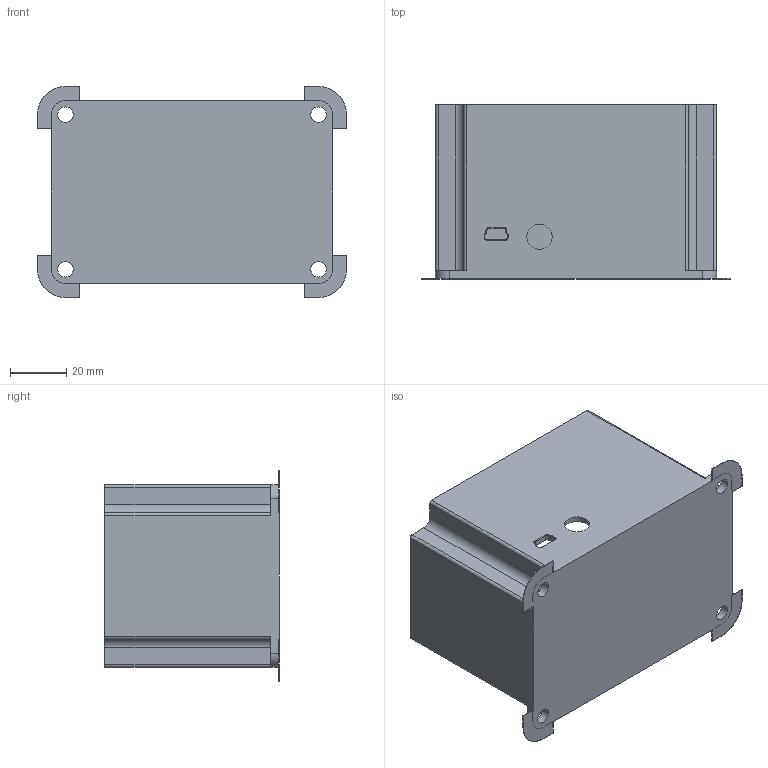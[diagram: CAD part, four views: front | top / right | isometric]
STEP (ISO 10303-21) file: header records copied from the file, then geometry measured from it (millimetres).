
FILE_DESCRIPTION(/* description */ (''),/* implementation_level */ '2;1');
FILE_NAME(/* name */ 'BRAÇO ROBÓTICO - Base A1_ipt_1efede4f.STEP',/* time_stamp */ '2023-09-21T12:22:18-03:00',/* author */ ('Araújo, I.'),/* organization */ (''),/* preprocessor_version */ 'ST-DEVELOPER v18.1',/* originating_system */ 'Autodesk Inventor 2021',/* authorisation */ '');
FILE_SCHEMA (('AUTOMOTIVE_DESIGN { 1 0 10303 214 3 1 1 }'));
Length unit declared in the file: millimetre
Products named in the file (1): BRAÇO ROBÓTICO - Base A
Bounding box: 110 x 62 x 75 mm (x, y, z)
Volume: 57901.4 mm3; surface area: 52888.9 mm2
Topology: 1 solids, 1 shells, 172 faces, 476 edges, 313 vertices
Faces by surface type: plane 92, cylinder 68, torus 6, bspline 4, sphere 2
Full cylindrical faces by diameter (mm): 1.2 x4, 1.5 x4, 5.5 x4, 9 x1
Entity records: 5815 total; most frequent: CARTESIAN_POINT 1200, DIRECTION 961, ORIENTED_EDGE 952, EDGE_CURVE 476, LINE 321, VECTOR 321, AXIS2_PLACEMENT_3D 320, VERTEX_POINT 313
